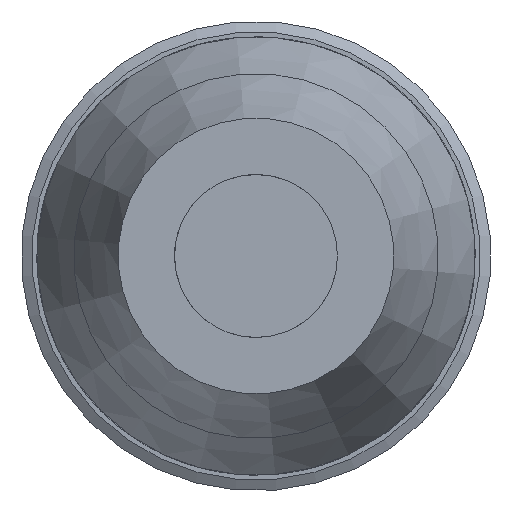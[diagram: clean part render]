
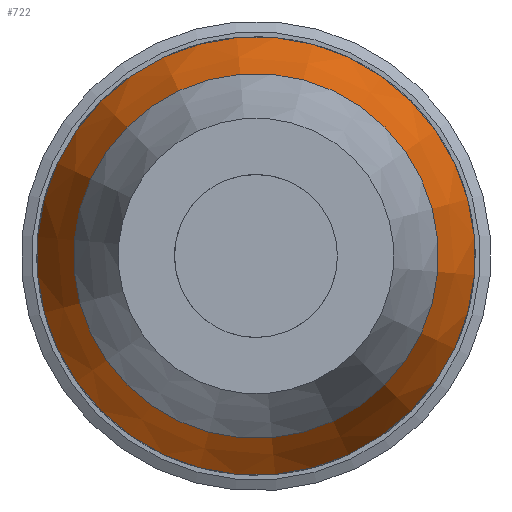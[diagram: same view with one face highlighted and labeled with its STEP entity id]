
A CAD part, left-side view. The second image highlights one B-rep face of the part: STEP entity #722.
In plain terms, the highlighted conical face has half-angle 20.807 degrees and reference radius 5.1 mm.
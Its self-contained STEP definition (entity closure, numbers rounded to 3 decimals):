
#455=CONICAL_SURFACE('',#4820,5.1,20.807);
#722=ADVANCED_FACE('',(#1197,#1198),#455,.T.);
#1021=CIRCLE('',#4762,7.);
#1050=CIRCLE('',#4818,5.1);
#1197=FACE_BOUND('',#1447,.T.);
#1198=FACE_BOUND('',#1448,.T.);
#1447=EDGE_LOOP('',(#3007));
#1448=EDGE_LOOP('',(#3008));
#3007=ORIENTED_EDGE('',*,*,#4143,.F.);
#3008=ORIENTED_EDGE('',*,*,#4226,.T.);
#3610=VERTEX_POINT('',#7821);
#3669=VERTEX_POINT('',#8266);
#4143=EDGE_CURVE('',#3610,#3610,#1021,.T.);
#4226=EDGE_CURVE('',#3669,#3669,#1050,.T.);
#4762=AXIS2_PLACEMENT_3D('',#7820,#5706,#5707);
#4818=AXIS2_PLACEMENT_3D('',#8265,#5844,#5845);
#4820=AXIS2_PLACEMENT_3D('',#8268,#5848,#5849);
#5706=DIRECTION('',(1.,0.,0.));
#5707=DIRECTION('',(0.,-0.707,-0.707));
#5844=DIRECTION('',(1.,0.,0.));
#5845=DIRECTION('',(0.,-0.707,-0.707));
#5848=DIRECTION('',(1.,0.,0.));
#5849=DIRECTION('',(0.,-0.707,-0.707));
#7820=CARTESIAN_POINT('',(20.1,50.,0.));
#7821=CARTESIAN_POINT('',(20.1,45.05,-4.95));
#8265=CARTESIAN_POINT('',(15.1,50.,0.));
#8266=CARTESIAN_POINT('',(15.1,46.394,-3.606));
#8268=CARTESIAN_POINT('',(15.1,50.,0.));
